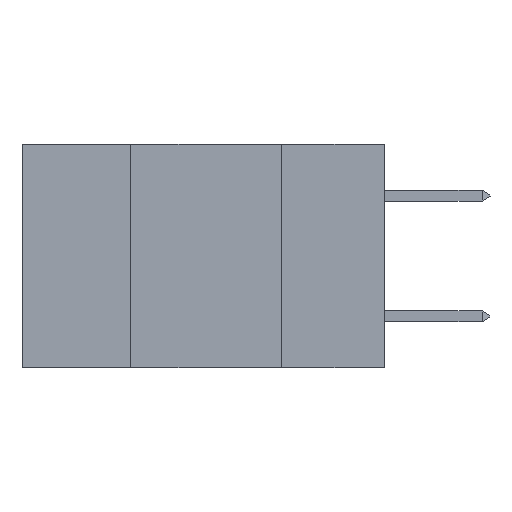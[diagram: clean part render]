
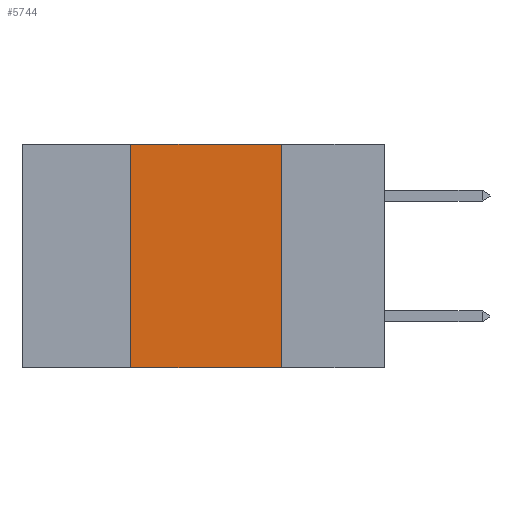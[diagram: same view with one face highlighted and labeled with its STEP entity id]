
A CAD part, left-side view. The second image highlights one B-rep face of the part: STEP entity #5744.
In plain terms, the highlighted planar face has unit normal (-1, 0, 0).
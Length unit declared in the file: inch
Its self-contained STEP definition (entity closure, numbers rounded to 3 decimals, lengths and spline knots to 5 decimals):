
#1364 = VERTEX_POINT ( 'NONE', #13699 ) ;
#2334 = VERTEX_POINT ( 'NONE', #15411 ) ;
#2553 = VERTEX_POINT ( 'NONE', #4772 ) ;
#2642 = CARTESIAN_POINT ( 'NONE',  ( 0., 0.6, -0.37 ) ) ;
#3519 = DIRECTION ( 'NONE',  ( 1., 0., 0. ) ) ;
#3559 = EDGE_CURVE ( 'NONE', #1364, #2553, #17087, .T. ) ;
#3735 = DIRECTION ( 'NONE',  ( 0., -1., 0. ) ) ;
#4715 = LINE ( 'NONE', #12445, #11539 ) ;
#4772 = CARTESIAN_POINT ( 'NONE',  ( 0., 0.17, 0. ) ) ;
#4936 = CARTESIAN_POINT ( 'NONE',  ( 0., 0.42, 0. ) ) ;
#5297 = DIRECTION ( 'NONE',  ( 0., -1., 0. ) ) ;
#5495 = EDGE_CURVE ( 'NONE', #12483, #1364, #16725, .T. ) ;
#5744 = ADVANCED_FACE ( 'NONE', ( #9925 ), #13993, .F. ) ;
#5900 = DIRECTION ( 'NONE',  ( 0., 0., 1. ) ) ;
#6029 = VECTOR ( 'NONE', #3735, 39.37008 ) ;
#6195 = VECTOR ( 'NONE', #5297, 39.37008 ) ;
#6538 = CARTESIAN_POINT ( 'NONE',  ( 0., 0.6, 0. ) ) ;
#9327 = EDGE_LOOP ( 'NONE', ( #13125, #15190, #16510, #9935 ) ) ;
#9393 = CARTESIAN_POINT ( 'NONE',  ( 0., 0.42, -0.37 ) ) ;
#9868 = VECTOR ( 'NONE', #5900, 39.37008 ) ;
#9925 = FACE_OUTER_BOUND ( 'NONE', #9327, .T. ) ;
#9935 = ORIENTED_EDGE ( 'NONE', *, *, #12525, .T. ) ;
#11539 = VECTOR ( 'NONE', #15177, 39.37008 ) ;
#11966 = LINE ( 'NONE', #2642, #6195 ) ;
#12445 = CARTESIAN_POINT ( 'NONE',  ( 0., 0.17, 0. ) ) ;
#12483 = VERTEX_POINT ( 'NONE', #9393 ) ;
#12525 = EDGE_CURVE ( 'NONE', #12483, #2334, #11966, .T. ) ;
#13125 = ORIENTED_EDGE ( 'NONE', *, *, #13712, .F. ) ;
#13699 = CARTESIAN_POINT ( 'NONE',  ( 0., 0.42, 0. ) ) ;
#13712 = EDGE_CURVE ( 'NONE', #2553, #2334, #4715, .T. ) ;
#13993 = PLANE ( 'NONE',  #14985 ) ;
#14251 = DIRECTION ( 'NONE',  ( 0., 0., -1. ) ) ;
#14985 = AXIS2_PLACEMENT_3D ( 'NONE', #16541, #3519, #14251 ) ;
#15177 = DIRECTION ( 'NONE',  ( 0., 0., -1. ) ) ;
#15190 = ORIENTED_EDGE ( 'NONE', *, *, #3559, .F. ) ;
#15411 = CARTESIAN_POINT ( 'NONE',  ( 0., 0.17, -0.37 ) ) ;
#16510 = ORIENTED_EDGE ( 'NONE', *, *, #5495, .F. ) ;
#16541 = CARTESIAN_POINT ( 'NONE',  ( 0., 0.6, 0. ) ) ;
#16725 = LINE ( 'NONE', #4936, #9868 ) ;
#17087 = LINE ( 'NONE', #6538, #6029 ) ;
